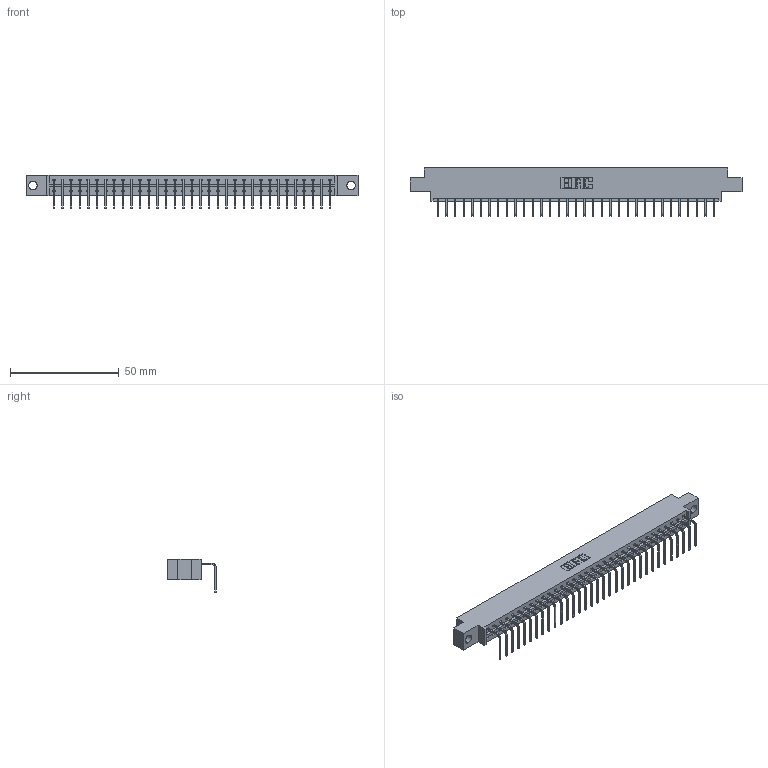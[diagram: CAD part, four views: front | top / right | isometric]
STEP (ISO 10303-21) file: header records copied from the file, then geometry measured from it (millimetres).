
FILE_DESCRIPTION (( 'STEP AP203' ), '1' );
FILE_NAME ('333-033-558-604.STEP', '2018-08-02T21:30:06', ( '' ), ( '' ), 'SwSTEP 2.0', 'SolidWorks 2016', '' );
FILE_SCHEMA (( 'CONFIG_CONTROL_DESIGN' ));
Length unit declared in the file: inch
Products named in the file (3): 345-292-001_558 Tail - 2; 333-033-558-604; 333 Part_Offset - .156 Dia - TH
Assembly tree (34 placements, depth 2):
  333-033-558-604
    333 Part_Offset - .156 Dia - TH
    345-292-001_558 Tail - 2  x33
Bounding box: 152.3 x 22.17 x 15.37 mm (x, y, z)
Volume: 15042.4 mm3; surface area: 16884.3 mm2
Topology: 34 solids, 34 shells, 2098 faces, 6329 edges, 4174 vertices
Faces by surface type: plane 1526, cylinder 572
Entity records: 21557 total; most frequent: CARTESIAN_POINT 3729, ORIENTED_EDGE 3698, DIRECTION 3163, EDGE_CURVE 1849, VECTOR 1721, LINE 1721, VERTEX_POINT 1230, AXIS2_PLACEMENT_3D 721
